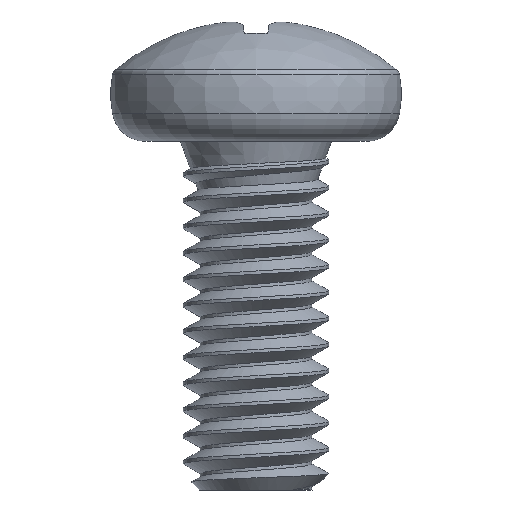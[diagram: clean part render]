
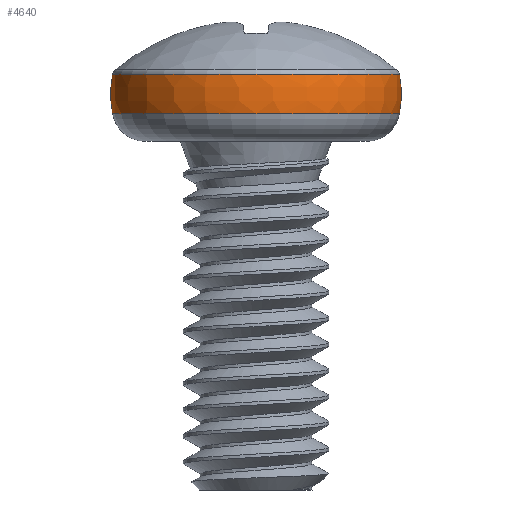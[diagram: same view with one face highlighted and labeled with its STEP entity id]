
A CAD part, left-side view. The second image highlights one B-rep face of the part: STEP entity #4640.
In plain terms, the highlighted toroidal (fillet/blend) face has major radius 0.565 mm and minor radius 1.935 mm.
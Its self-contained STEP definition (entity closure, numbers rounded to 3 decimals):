
#155 = ORIENTED_EDGE ( 'NONE', *, *, #3626, .T. ) ;
#210 = CARTESIAN_POINT ( 'NONE',  ( 0., 0., 2.766 ) ) ;
#728 = CARTESIAN_POINT ( 'NONE',  ( 0., -0.565, 2.766 ) ) ;
#786 = VERTEX_POINT ( 'NONE', #2609 ) ;
#1209 = DIRECTION ( 'NONE',  ( 0., 1., 0. ) ) ;
#1228 = ORIENTED_EDGE ( 'NONE', *, *, #3818, .F. ) ;
#1293 = CARTESIAN_POINT ( 'NONE',  ( 0., 0., 3.105 ) ) ;
#1566 = CARTESIAN_POINT ( 'NONE',  ( 0., 0.565, 2.766 ) ) ;
#1675 = DIRECTION ( 'NONE',  ( 0., 0., 1. ) ) ;
#1970 = AXIS2_PLACEMENT_3D ( 'NONE', #1566, #4528, #1209 ) ;
#2049 = CIRCLE ( 'NONE', #1970, 1.935 ) ;
#2108 = EDGE_CURVE ( 'NONE', #2129, #786, #2843, .T. ) ;
#2117 = AXIS2_PLACEMENT_3D ( 'NONE', #210, #2194, #3026 ) ;
#2129 = VERTEX_POINT ( 'NONE', #4068 ) ;
#2194 = DIRECTION ( 'NONE',  ( 0., 0., 1. ) ) ;
#2299 = ORIENTED_EDGE ( 'NONE', *, *, #2783, .T. ) ;
#2331 = VERTEX_POINT ( 'NONE', #2460 ) ;
#2460 = CARTESIAN_POINT ( 'NONE',  ( 0., 2.47, 2.426 ) ) ;
#2609 = CARTESIAN_POINT ( 'NONE',  ( 0., -2.47, 3.105 ) ) ;
#2783 = EDGE_CURVE ( 'NONE', #3982, #786, #3264, .T. ) ;
#2843 = CIRCLE ( 'NONE', #4483, 2.47 ) ;
#3026 = DIRECTION ( 'NONE',  ( 0., -1., 0. ) ) ;
#3036 = CARTESIAN_POINT ( 'NONE',  ( 0., -2.47, 2.426 ) ) ;
#3264 = CIRCLE ( 'NONE', #3565, 1.935 ) ;
#3323 = DIRECTION ( 'NONE',  ( 0., 0., 1. ) ) ;
#3565 = AXIS2_PLACEMENT_3D ( 'NONE', #728, #5141, #4598 ) ;
#3626 = EDGE_CURVE ( 'NONE', #2331, #3982, #4821, .T. ) ;
#3743 = DIRECTION ( 'NONE',  ( 0., -1., 0. ) ) ;
#3818 = EDGE_CURVE ( 'NONE', #2331, #2129, #2049, .T. ) ;
#3982 = VERTEX_POINT ( 'NONE', #3036 ) ;
#3995 = ORIENTED_EDGE ( 'NONE', *, *, #2108, .F. ) ;
#4068 = CARTESIAN_POINT ( 'NONE',  ( 0., 2.47, 3.105 ) ) ;
#4152 = CARTESIAN_POINT ( 'NONE',  ( 0., 0., 2.426 ) ) ;
#4176 = DIRECTION ( 'NONE',  ( 0., -1., 0. ) ) ;
#4251 = EDGE_LOOP ( 'NONE', ( #1228, #155, #2299, #3995 ) ) ;
#4307 = TOROIDAL_SURFACE ( 'NONE', #2117, 0.565, 1.935 ) ;
#4483 = AXIS2_PLACEMENT_3D ( 'NONE', #1293, #1675, #4176 ) ;
#4528 = DIRECTION ( 'NONE',  ( 1., 0., 0. ) ) ;
#4598 = DIRECTION ( 'NONE',  ( 0., 0., 1. ) ) ;
#4640 = ADVANCED_FACE ( 'NONE', ( #5154 ), #4307, .T. ) ;
#4731 = AXIS2_PLACEMENT_3D ( 'NONE', #4152, #3323, #3743 ) ;
#4821 = CIRCLE ( 'NONE', #4731, 2.47 ) ;
#5141 = DIRECTION ( 'NONE',  ( -1., 0., 0. ) ) ;
#5154 = FACE_OUTER_BOUND ( 'NONE', #4251, .T. ) ;
